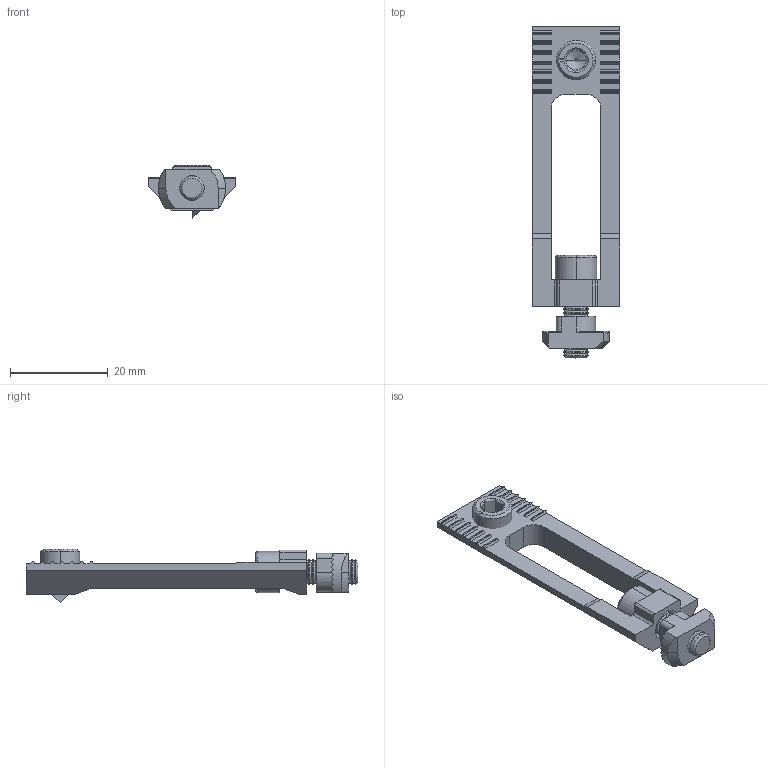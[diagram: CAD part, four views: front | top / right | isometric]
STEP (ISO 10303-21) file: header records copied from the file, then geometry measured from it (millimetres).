
FILE_DESCRIPTION (( 'STEP AP214' ), '1' );
FILE_NAME ('7128050', '2019-01-30T08:44:53', ( '' ), ('JUGARD+KÜNSTNER GmbH'), 'SwSTEP 2.0', 'SolidWorks 2017', '' );
FILE_SCHEMA (( 'AUTOMOTIVE_DESIGN' ));
Length unit declared in the file: millimetre
Products named in the file (6): Part1; Part5; 099d0840m-02(Baugruppe)_Standard; Part3; Part4; 7128050
Assembly tree (5 placements, depth 3):
  7128050
    099d0840m-02(Baugruppe)_Standard
      Part4
      Part3
    Part5
    Part1
Bounding box: 18 x 68 x 11 mm (x, y, z)
Volume: 3736.8 mm3; surface area: 4008.5 mm2
Topology: 4 solids, 4 shells, 356 faces, 924 edges, 575 vertices
Faces by surface type: plane 157, cylinder 110, cone 83, bspline 6
Entity records: 15511 total; most frequent: CARTESIAN_POINT 2842, ORIENTED_EDGE 1842, DIRECTION 1759, EDGE_CURVE 921, AXIS2_PLACEMENT_3D 603, VERTEX_POINT 575, VECTOR 553, LINE 553
